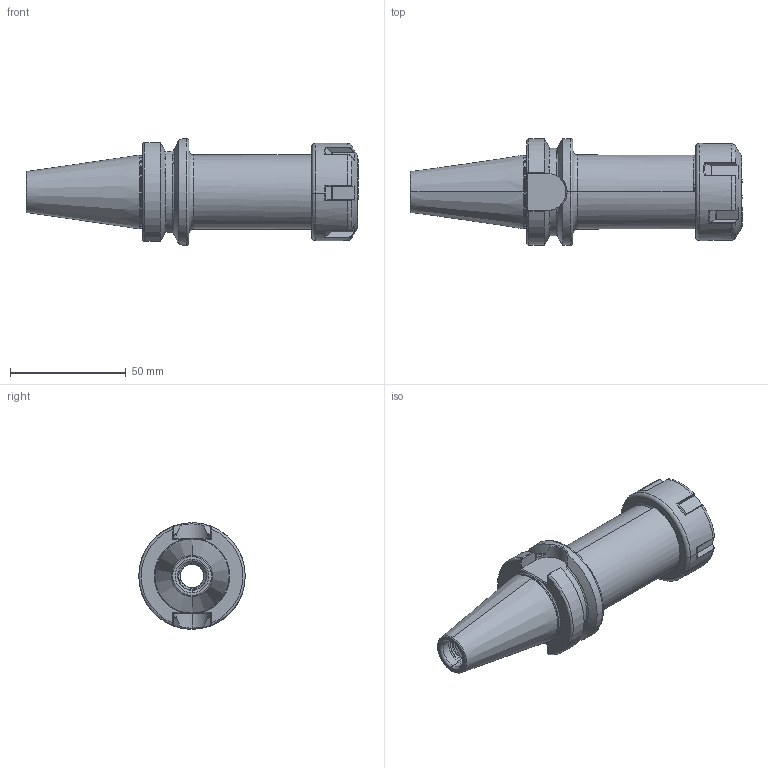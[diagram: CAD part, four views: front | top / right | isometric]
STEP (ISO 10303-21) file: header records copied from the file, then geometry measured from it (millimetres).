
FILE_DESCRIPTION (( 'STEP AP203' ), '1' );
FILE_NAME ('305.02.16.1.STEP', '2016-11-25T10:06:08', ( '' ), ( '' ), 'SwSTEP 2.0', 'SolidWorks 2012', '' );
FILE_SCHEMA (( 'CONFIG_CONTROL_DESIGN' ));
Length unit declared in the file: millimetre
Products named in the file (3): 305.02.16.1; 2-01.100.0250200C7_ER25螺帽(六溝)
Assembly tree (2 placements, depth 2):
  305.02.16.1
    305.02.16.1
    2-01.100.0250200C7_ER25螺帽(六溝)
Bounding box: 143.5 x 46 x 46 mm (x, y, z)
Volume: 91981.5 mm3; surface area: 32499.7 mm2
Topology: 2 solids, 2 shells, 315 faces, 828 edges, 519 vertices
Faces by surface type: cylinder 113, plane 72, torus 56, bspline 50, cone 24
Entity records: 20140 total; most frequent: CARTESIAN_POINT 13074, ORIENTED_EDGE 1656, DIRECTION 1152, EDGE_CURVE 828, VERTEX_POINT 519, AXIS2_PLACEMENT_3D 459, EDGE_LOOP 321, FACE_OUTER_BOUND 315
